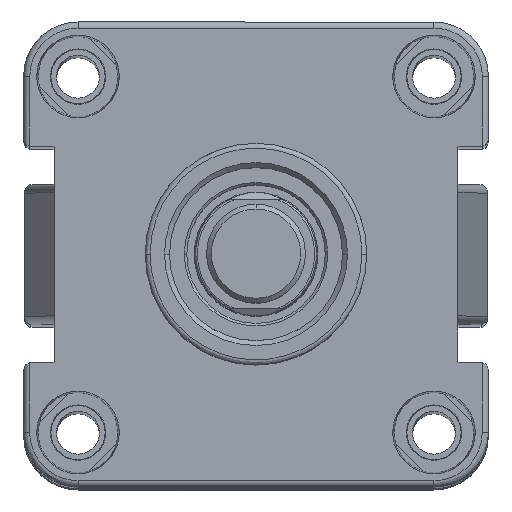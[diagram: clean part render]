
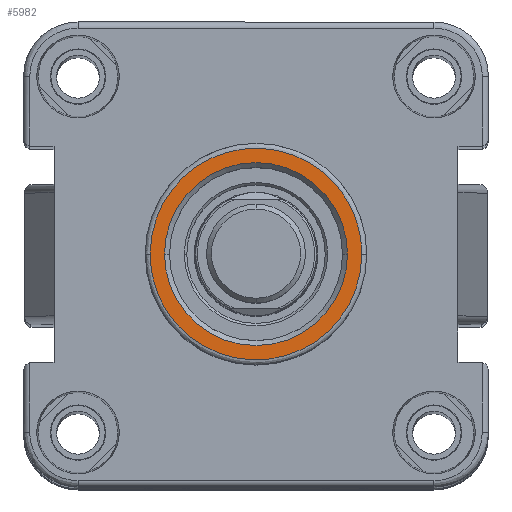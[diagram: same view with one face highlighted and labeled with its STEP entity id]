
A CAD part, top view. The second image highlights one B-rep face of the part: STEP entity #5982.
In plain terms, the highlighted face is planar.
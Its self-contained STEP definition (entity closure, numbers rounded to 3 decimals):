
#253 = VERTEX_POINT ( 'NONE', #26564 ) ;
#435 = EDGE_CURVE ( 'NONE', #1216, #25092, #14254, .T. ) ;
#514 = CARTESIAN_POINT ( 'NONE',  ( 166., 0., 0. ) ) ;
#808 = FACE_BOUND ( 'NONE', #20654, .T. ) ;
#950 = CARTESIAN_POINT ( 'NONE',  ( 166., 0., 0. ) ) ;
#1216 = VERTEX_POINT ( 'NONE', #4673 ) ;
#2480 = EDGE_CURVE ( 'NONE', #25651, #253, #21472, .T. ) ;
#2947 = DIRECTION ( 'NONE',  ( 0., 0., 1. ) ) ;
#3043 = AXIS2_PLACEMENT_3D ( 'NONE', #514, #11141, #17358 ) ;
#3049 = ORIENTED_EDGE ( 'NONE', *, *, #435, .F. ) ;
#3360 = CARTESIAN_POINT ( 'NONE',  ( 166., -42.8, -21.4 ) ) ;
#4673 = CARTESIAN_POINT ( 'NONE',  ( 166., 0., 21.4 ) ) ;
#5982 = ADVANCED_FACE ( 'NONE', ( #12788, #808 ), #19948, .F. ) ;
#6606 = CARTESIAN_POINT ( 'NONE',  ( 166., 0., 21.4 ) ) ;
#8583 = CARTESIAN_POINT ( 'NONE',  ( 166., 42.8, 21.4 ) ) ;
#9698 = CARTESIAN_POINT ( 'NONE',  ( 166., 0., 21.4 ) ) ;
#10681 = EDGE_CURVE ( 'NONE', #253, #25651, #24640, .T. ) ;
#10907 = AXIS2_PLACEMENT_3D ( 'NONE', #13440, #11424, #2947 ) ;
#11141 = DIRECTION ( 'NONE',  ( 1., 0., 0. ) ) ;
#11395 = DIRECTION ( 'NONE',  ( 1., 0., 0. ) ) ;
#11424 = DIRECTION ( 'NONE',  ( -1., 0., 0. ) ) ;
#12788 = FACE_OUTER_BOUND ( 'NONE', #16841, .T. ) ;
#12912 = CARTESIAN_POINT ( 'NONE',  ( 166., 42.8, -21.4 ) ) ;
#13440 = CARTESIAN_POINT ( 'NONE',  ( 166., 17.5, 0. ) ) ;
#13469 = ORIENTED_EDGE ( 'NONE', *, *, #2480, .F. ) ;
#13673 = CARTESIAN_POINT ( 'NONE',  ( 166., 0., 18.5 ) ) ;
#14254 =( BOUNDED_CURVE ( )  B_SPLINE_CURVE ( 3, ( #6606, #8583, #12912, #23501 ),
 .UNSPECIFIED., .F., .F. ) 
 B_SPLINE_CURVE_WITH_KNOTS ( ( 4, 4 ),
 ( 0., 1. ),
 .UNSPECIFIED. ) 
 CURVE ( )  GEOMETRIC_REPRESENTATION_ITEM ( )  RATIONAL_B_SPLINE_CURVE ( ( 1., 0.333, 0.333, 1. ) ) 
 REPRESENTATION_ITEM ( '' )  );
#14548 = ORIENTED_EDGE ( 'NONE', *, *, #22701, .F. ) ;
#15489 = CARTESIAN_POINT ( 'NONE',  ( 166., 0., -21.4 ) ) ;
#16311 = CARTESIAN_POINT ( 'NONE',  ( 166., -42.8, 21.4 ) ) ;
#16841 = EDGE_LOOP ( 'NONE', ( #3049, #14548 ) ) ;
#17358 = DIRECTION ( 'NONE',  ( 0., 0., -1. ) ) ;
#17699 = DIRECTION ( 'NONE',  ( 0., 0., -1. ) ) ;
#18149 = CARTESIAN_POINT ( 'NONE',  ( 166., 0., -21.4 ) ) ;
#19948 = PLANE ( 'NONE',  #10907 ) ;
#20654 = EDGE_LOOP ( 'NONE', ( #22474, #13469 ) ) ;
#21472 = CIRCLE ( 'NONE', #3043, 18.5 ) ;
#22474 = ORIENTED_EDGE ( 'NONE', *, *, #10681, .F. ) ;
#22701 = EDGE_CURVE ( 'NONE', #25092, #1216, #26401, .T. ) ;
#23501 = CARTESIAN_POINT ( 'NONE',  ( 166., 0., -21.4 ) ) ;
#24640 = CIRCLE ( 'NONE', #25624, 18.5 ) ;
#25092 = VERTEX_POINT ( 'NONE', #15489 ) ;
#25624 = AXIS2_PLACEMENT_3D ( 'NONE', #950, #11395, #17699 ) ;
#25651 = VERTEX_POINT ( 'NONE', #13673 ) ;
#26401 =( BOUNDED_CURVE ( )  B_SPLINE_CURVE ( 3, ( #18149, #3360, #16311, #9698 ),
 .UNSPECIFIED., .F., .F. ) 
 B_SPLINE_CURVE_WITH_KNOTS ( ( 4, 4 ),
 ( 0., 1. ),
 .UNSPECIFIED. ) 
 CURVE ( )  GEOMETRIC_REPRESENTATION_ITEM ( )  RATIONAL_B_SPLINE_CURVE ( ( 1., 0.333, 0.333, 1. ) ) 
 REPRESENTATION_ITEM ( '' )  );
#26564 = CARTESIAN_POINT ( 'NONE',  ( 166., 0., -18.5 ) ) ;
